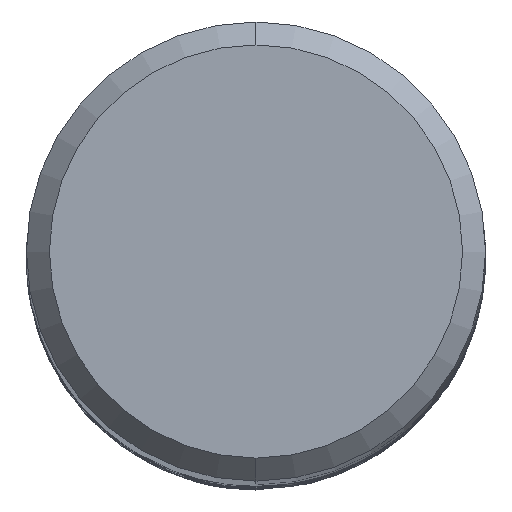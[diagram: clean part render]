
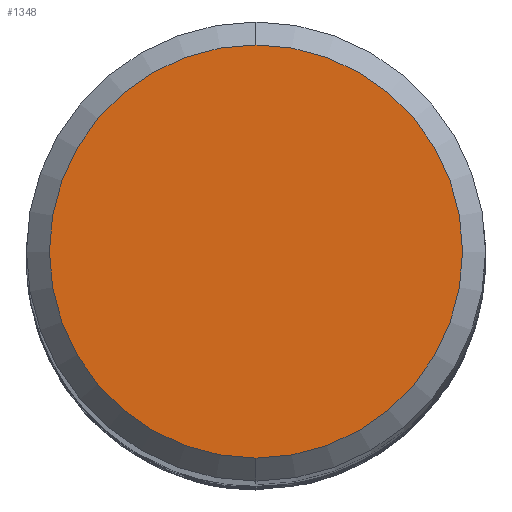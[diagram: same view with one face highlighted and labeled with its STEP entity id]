
A CAD part, top view. The second image highlights one B-rep face of the part: STEP entity #1348.
In plain terms, the highlighted planar face has unit normal (0, 0, 1).
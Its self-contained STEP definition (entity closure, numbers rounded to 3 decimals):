
#1012=EDGE_CURVE('',#1578,#1374,#2249,.T.);
#1348=ADVANCED_FACE('',(#2621),#2622,.T.);
#1352=EDGE_CURVE('',#1374,#1578,#2626,.T.);
#1374=VERTEX_POINT('',#2648);
#1578=VERTEX_POINT('',#2872);
#2249=CIRCLE('',#11138,3.6);
#2621=FACE_OUTER_BOUND('',#15938,.T.);
#2622=PLANE('',#15939);
#2626=CIRCLE('',#15944,3.6);
#2648=CARTESIAN_POINT('',(0.0,3.6,0.0));
#2872=CARTESIAN_POINT('',(0.,-3.6,0.0));
#11138=AXIS2_PLACEMENT_3D('',#21071,#21072,#21073);
#15938=EDGE_LOOP('',(#21496,#21497));
#15939=AXIS2_PLACEMENT_3D('',#21498,#21499,#21500);
#15944=AXIS2_PLACEMENT_3D('',#21501,#21502,#21503);
#21071=CARTESIAN_POINT('',(0.0,0.0,0.0));
#21072=DIRECTION('',(0.0,0.0,-1.0));
#21073=DIRECTION('',(0.0,1.0,0.0));
#21496=ORIENTED_EDGE('',*,*,#1352,.F.);
#21497=ORIENTED_EDGE('',*,*,#1012,.F.);
#21498=CARTESIAN_POINT('',(0.0,1.8,0.0));
#21499=DIRECTION('',(-0.0,0.0,1.0));
#21500=DIRECTION('',(0.0,-1.0,0.0));
#21501=CARTESIAN_POINT('',(0.0,0.0,0.0));
#21502=DIRECTION('',(0.0,0.0,-1.0));
#21503=DIRECTION('',(0.0,1.0,0.0));
